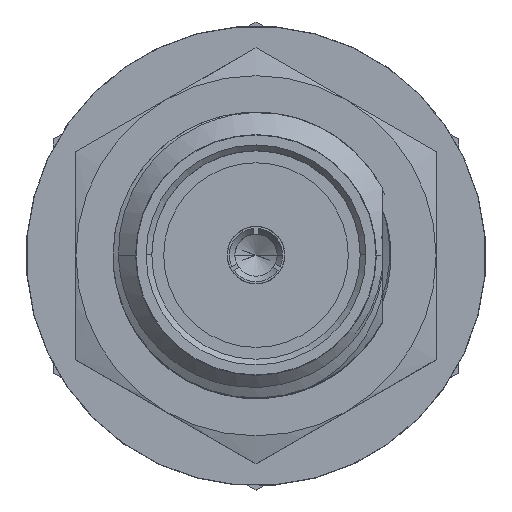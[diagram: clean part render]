
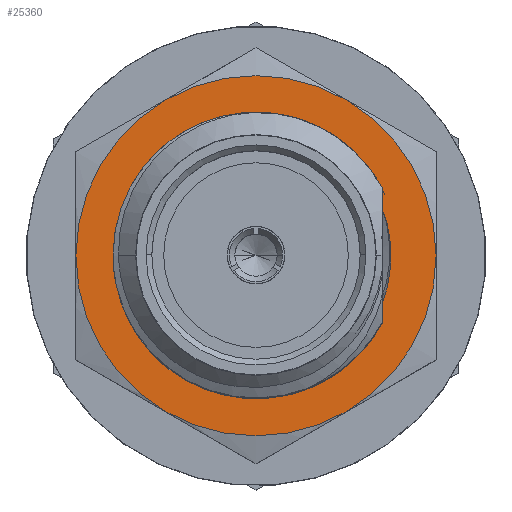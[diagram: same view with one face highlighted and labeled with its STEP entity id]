
A CAD part, top view. The second image highlights one B-rep face of the part: STEP entity #25360.
In plain terms, the highlighted planar face has unit normal (0, 0, 1).
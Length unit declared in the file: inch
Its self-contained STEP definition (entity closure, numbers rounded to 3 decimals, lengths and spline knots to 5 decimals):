
#13 = ORIENTED_EDGE ( 'NONE', *, *, #4800, .T. ) ;
#218 = CARTESIAN_POINT ( 'NONE',  ( 0.02687, 0.15386, 0.06975 ) ) ;
#1756 = DIRECTION ( 'NONE',  ( 0., 0., 1. ) ) ;
#2038 = CARTESIAN_POINT ( 'NONE',  ( -0.08107, 0.19946, 0.06975 ) ) ;
#2357 = CARTESIAN_POINT ( 'NONE',  ( -0.10665, 0.19174, 0.06975 ) ) ;
#2927 = AXIS2_PLACEMENT_3D ( 'NONE', #4225, #17285, #4548 ) ;
#3142 = CARTESIAN_POINT ( 'NONE',  ( 0.03831, 0.13468, 0.06975 ) ) ;
#3508 = AXIS2_PLACEMENT_3D ( 'NONE', #14166, #1756, #24441 ) ;
#4225 = CARTESIAN_POINT ( 'NONE',  ( -0.06648, 0.07837, 0.06975 ) ) ;
#4475 = CARTESIAN_POINT ( 'NONE',  ( -0.06334, 0.20134, 0.06975 ) ) ;
#4548 = DIRECTION ( 'NONE',  ( 0.5, -0.866, 0. ) ) ;
#4601 = EDGE_CURVE ( 'NONE', #25918, #23105, #25260, .T. ) ;
#4632 = DIRECTION ( 'NONE',  ( 0.5, -0.866, 0. ) ) ;
#4633 = CARTESIAN_POINT ( 'NONE',  ( -0.0767, 0.20017, 0.06975 ) ) ;
#4800 = EDGE_CURVE ( 'NONE', #27459, #10593, #27874, .T. ) ;
#5229 = DIRECTION ( 'NONE',  ( 0., 0., 1. ) ) ;
#6735 = CARTESIAN_POINT ( 'NONE',  ( -0.06648, 0.07837, 0.06975 ) ) ;
#7089 = CARTESIAN_POINT ( 'NONE',  ( -0.06786, 0.20111, 0.06975 ) ) ;
#7248 = CARTESIAN_POINT ( 'NONE',  ( -0.11878, 0.18597, 0.06975 ) ) ;
#7494 = PLANE ( 'NONE',  #28347 ) ;
#8159 = CARTESIAN_POINT ( 'NONE',  ( -0.14523, -0.05802, 0.06975 ) ) ;
#9607 = AXIS2_PLACEMENT_3D ( 'NONE', #12619, #17368, #4632 ) ;
#9710 = CARTESIAN_POINT ( 'NONE',  ( -0.13335, 0.17573, 0.06975 ) ) ;
#10593 = VERTEX_POINT ( 'NONE', #17511 ) ;
#11251 = DIRECTION ( 'NONE',  ( 0.5, -0.866, 0. ) ) ;
#11338 = DIRECTION ( 'NONE',  ( 0.5, -0.866, 0. ) ) ;
#12240 = FACE_OUTER_BOUND ( 'NONE', #14346, .T. ) ;
#12468 = CARTESIAN_POINT ( 'NONE',  ( -0.04992, 0.20129, 0.06975 ) ) ;
#12615 = CARTESIAN_POINT ( 'NONE',  ( 0.01571, 0.1674, 0.06975 ) ) ;
#12619 = CARTESIAN_POINT ( 'NONE',  ( -0.06648, 0.07837, 0.06975 ) ) ;
#12776 = CARTESIAN_POINT ( 'NONE',  ( -0.03219, 0.19836, 0.06975 ) ) ;
#13111 = ORIENTED_EDGE ( 'NONE', *, *, #22866, .T. ) ;
#13353 = AXIS2_PLACEMENT_3D ( 'NONE', #28253, #21055, #11251 ) ;
#14166 = CARTESIAN_POINT ( 'NONE',  ( -0.06648, 0.07837, 0.06975 ) ) ;
#14252 = DIRECTION ( 'NONE',  ( 0.5, -0.866, 0. ) ) ;
#14346 = EDGE_LOOP ( 'NONE', ( #15093, #13111, #24691, #16777, #13, #21728 ) ) ;
#15093 = ORIENTED_EDGE ( 'NONE', *, *, #23044, .T. ) ;
#15136 = EDGE_LOOP ( 'NONE', ( #24655, #32258, #16326, #30677 ) ) ;
#15221 = CARTESIAN_POINT ( 'NONE',  ( 0.03431, 0.14255, 0.06975 ) ) ;
#15228 = CARTESIAN_POINT ( 'NONE',  ( 0.04138, 0.12649, 0.06975 ) ) ;
#15297 = AXIS2_PLACEMENT_3D ( 'NONE', #21429, #5229, #19787 ) ;
#15545 = CARTESIAN_POINT ( 'NONE',  ( 0.0243, 0.15735, 0.06975 ) ) ;
#15894 = VERTEX_POINT ( 'NONE', #32033 ) ;
#16326 = ORIENTED_EDGE ( 'NONE', *, *, #30247, .T. ) ;
#16777 = ORIENTED_EDGE ( 'NONE', *, *, #17596, .T. ) ;
#16820 = CARTESIAN_POINT ( 'NONE',  ( -0.06648, 0.07837, 0.06975 ) ) ;
#16859 = DIRECTION ( 'NONE',  ( 0., 0., 1. ) ) ;
#16965 = CARTESIAN_POINT ( 'NONE',  ( -0.13335, 0.17573, 0.06975 ) ) ;
#17178 = EDGE_CURVE ( 'NONE', #20346, #25918, #28416, .T. ) ;
#17285 = DIRECTION ( 'NONE',  ( 0., 0., 1. ) ) ;
#17368 = DIRECTION ( 'NONE',  ( 0., 0., 1. ) ) ;
#17511 = CARTESIAN_POINT ( 'NONE',  ( -0.22397, 0.07837, 0.06975 ) ) ;
#17525 = CIRCLE ( 'NONE', #2927, 0.15748 ) ;
#17596 = EDGE_CURVE ( 'NONE', #29850, #27459, #26855, .T. ) ;
#18352 = VERTEX_POINT ( 'NONE', #8159 ) ;
#18502 = AXIS2_PLACEMENT_3D ( 'NONE', #23636, #30842, #25445 ) ;
#19019 = DIRECTION ( 'NONE',  ( 0., 0., -1. ) ) ;
#19169 = CIRCLE ( 'NONE', #3508, 0.15748 ) ;
#19182 = CARTESIAN_POINT ( 'NONE',  ( -0.06648, 0.07837, 0.06975 ) ) ;
#19344 = CARTESIAN_POINT ( 'NONE',  ( -0.10251, 0.19343, 0.06975 ) ) ;
#19787 = DIRECTION ( 'NONE',  ( 0.5, -0.866, 0. ) ) ;
#20130 = CARTESIAN_POINT ( 'NONE',  ( 0.01869, 0.16416, 0.06975 ) ) ;
#20286 = CARTESIAN_POINT ( 'NONE',  ( -0.02383, 0.1954, 0.06975 ) ) ;
#20346 = VERTEX_POINT ( 'NONE', #15228 ) ;
#20444 = CARTESIAN_POINT ( 'NONE',  ( 0.04138, 0.12649, 0.06975 ) ) ;
#21055 = DIRECTION ( 'NONE',  ( 0., 0., 1. ) ) ;
#21429 = CARTESIAN_POINT ( 'NONE',  ( -0.06648, 0.07837, 0.06975 ) ) ;
#21728 = ORIENTED_EDGE ( 'NONE', *, *, #31197, .T. ) ;
#21799 = CARTESIAN_POINT ( 'NONE',  ( -0.0897, 0.19755, 0.06975 ) ) ;
#22120 = AXIS2_PLACEMENT_3D ( 'NONE', #19182, #19019, #11338 ) ;
#22489 = CARTESIAN_POINT ( 'NONE',  ( -0.00743, -0.02392, 0.06975 ) ) ;
#22697 = B_SPLINE_CURVE_WITH_KNOTS ( 'NONE', 3,
 ( #9710, #27019, #7248, #2357, #19344, #27176, #21799, #2038, #4633, #7089, #4475, #12468, #29784, #32234 ),
 .UNSPECIFIED., .F., .F.,
 ( 4, 2, 2, 2, 2, 2, 4 ),
 ( 0., 0.25, 0.375, 0.5, 0.625, 0.75, 1. ),
 .UNSPECIFIED. ) ;
#22866 = EDGE_CURVE ( 'NONE', #15894, #24619, #30044, .T. ) ;
#23044 = EDGE_CURVE ( 'NONE', #18352, #15894, #17525, .T. ) ;
#23104 = CIRCLE ( 'NONE', #15297, 0.15748 ) ;
#23105 = VERTEX_POINT ( 'NONE', #16965 ) ;
#23505 = B_SPLINE_CURVE_WITH_KNOTS ( 'NONE', 3,
 ( #12776, #20286, #24879, #27491, #27968, #12615, #20130, #15545, #218, #15221, #3142, #20444 ),
 .UNSPECIFIED., .F., .F.,
 ( 4, 2, 2, 2, 2, 4 ),
 ( 0., 0.25, 0.5, 0.625, 0.75, 1. ),
 .UNSPECIFIED. ) ;
#23636 = CARTESIAN_POINT ( 'NONE',  ( -0.06648, 0.07837, 0.06975 ) ) ;
#24330 = DIRECTION ( 'NONE',  ( 0., 0., 1. ) ) ;
#24441 = DIRECTION ( 'NONE',  ( 0.5, -0.866, 0. ) ) ;
#24619 = VERTEX_POINT ( 'NONE', #28783 ) ;
#24655 = ORIENTED_EDGE ( 'NONE', *, *, #17178, .T. ) ;
#24664 = EDGE_CURVE ( 'NONE', #24619, #29850, #23104, .T. ) ;
#24691 = ORIENTED_EDGE ( 'NONE', *, *, #24664, .T. ) ;
#24879 = CARTESIAN_POINT ( 'NONE',  ( -0.01589, 0.19158, 0.06975 ) ) ;
#25260 = CIRCLE ( 'NONE', #22120, 0.11811 ) ;
#25360 = ADVANCED_FACE ( 'NONE', ( #26623, #12240 ), #7494, .T. ) ;
#25445 = DIRECTION ( 'NONE',  ( 0.5, -0.866, 0. ) ) ;
#25579 = CARTESIAN_POINT ( 'NONE',  ( -0.03219, 0.19836, 0.06975 ) ) ;
#25918 = VERTEX_POINT ( 'NONE', #22489 ) ;
#25935 = CARTESIAN_POINT ( 'NONE',  ( -0.14523, 0.21475, 0.06975 ) ) ;
#25947 = VERTEX_POINT ( 'NONE', #25579 ) ;
#26623 = FACE_BOUND ( 'NONE', #15136, .T. ) ;
#26855 = CIRCLE ( 'NONE', #28954, 0.15748 ) ;
#27019 = CARTESIAN_POINT ( 'NONE',  ( -0.12633, 0.18128, 0.06975 ) ) ;
#27176 = CARTESIAN_POINT ( 'NONE',  ( -0.09408, 0.19632, 0.06975 ) ) ;
#27459 = VERTEX_POINT ( 'NONE', #25935 ) ;
#27491 = CARTESIAN_POINT ( 'NONE',  ( -0.0008, 0.18219, 0.06975 ) ) ;
#27874 = CIRCLE ( 'NONE', #9607, 0.15748 ) ;
#27968 = CARTESIAN_POINT ( 'NONE',  ( 0.00622, 0.17668, 0.06975 ) ) ;
#28253 = CARTESIAN_POINT ( 'NONE',  ( -0.06648, 0.07837, 0.06975 ) ) ;
#28347 = AXIS2_PLACEMENT_3D ( 'NONE', #16820, #24330, #29720 ) ;
#28416 = CIRCLE ( 'NONE', #18502, 0.11811 ) ;
#28783 = CARTESIAN_POINT ( 'NONE',  ( 0.091, 0.07837, 0.06975 ) ) ;
#28954 = AXIS2_PLACEMENT_3D ( 'NONE', #6735, #16859, #14252 ) ;
#29237 = EDGE_CURVE ( 'NONE', #25947, #20346, #23505, .T. ) ;
#29720 = DIRECTION ( 'NONE',  ( 0.5, -0.866, 0. ) ) ;
#29784 = CARTESIAN_POINT ( 'NONE',  ( -0.04103, 0.20031, 0.06975 ) ) ;
#29850 = VERTEX_POINT ( 'NONE', #29862 ) ;
#29862 = CARTESIAN_POINT ( 'NONE',  ( 0.01226, 0.21475, 0.06975 ) ) ;
#30044 = CIRCLE ( 'NONE', #13353, 0.15748 ) ;
#30247 = EDGE_CURVE ( 'NONE', #23105, #25947, #22697, .T. ) ;
#30677 = ORIENTED_EDGE ( 'NONE', *, *, #29237, .T. ) ;
#30842 = DIRECTION ( 'NONE',  ( 0., 0., -1. ) ) ;
#31197 = EDGE_CURVE ( 'NONE', #10593, #18352, #19169, .T. ) ;
#32033 = CARTESIAN_POINT ( 'NONE',  ( 0.01226, -0.05802, 0.06975 ) ) ;
#32234 = CARTESIAN_POINT ( 'NONE',  ( -0.03219, 0.19836, 0.06975 ) ) ;
#32258 = ORIENTED_EDGE ( 'NONE', *, *, #4601, .T. ) ;
